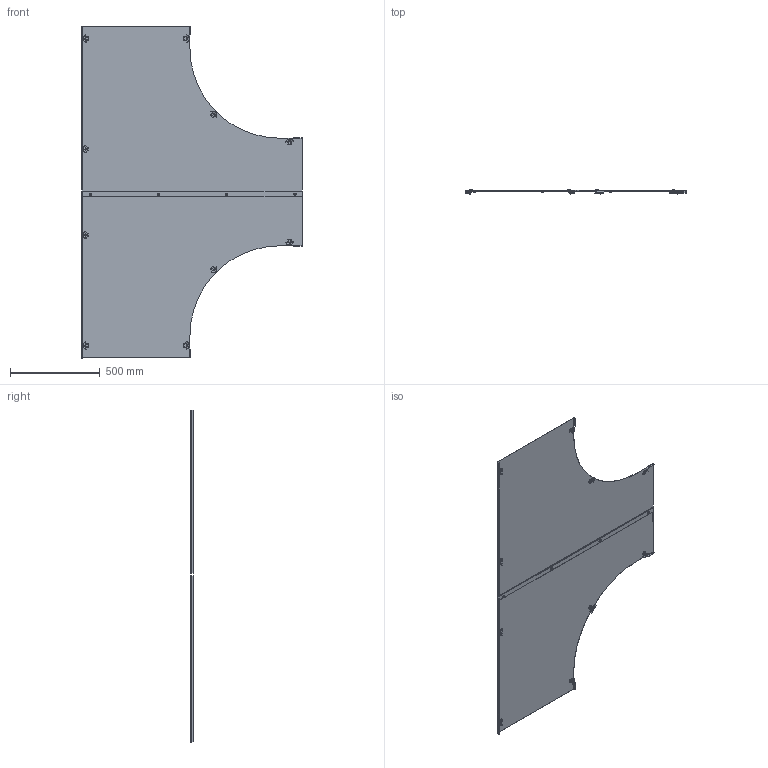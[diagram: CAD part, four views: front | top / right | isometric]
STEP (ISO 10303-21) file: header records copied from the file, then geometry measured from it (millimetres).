
FILE_DESCRIPTION (( 'STEP AP214' ), '1' );
FILE_NAME ('6239869.stp', '2021-01-04T09:04:02', ( '' ), ( '' ), 'SwSTEP 2.0', 'SolidWorks 2020', '' );
FILE_SCHEMA (( 'AUTOMOTIVE_DESIGN' ));
Length unit declared in the file: millimetre
Products named in the file (17): 120072_Standard; KTS 14.001-017_M8x25-; 109905_quadratisch; 6239869; 35015906_Standard; 099600_Standard; 165534_______ _____; 165534______ _____
Assembly tree (40 placements, depth 3):
  6239869
    165534______ _____
    165534_______ _____
    KTS 14.001-017_M8x25-  x4
    35015906_Standard  x4
    120072_Standard
      099600_Standard
      109905_quadratisch
    120072_Standard
      099600_Standard
      109905_quadratisch
    120072_Standard
      099600_Standard
      109905_quadratisch
    120072_Standard
      099600_Standard
      109905_quadratisch
    120072_Standard
      099600_Standard
      109905_quadratisch
    120072_Standard
      099600_Standard
      109905_quadratisch
    120072_Standard
      099600_Standard
      109905_quadratisch
    120072_Standard
      099600_Standard
      109905_quadratisch
    120072_Standard
      099600_Standard
      109905_quadratisch
    120072_Standard
      099600_Standard
      109905_quadratisch
Bounding box: 1227.5 x 21.56 x 1850 mm (x, y, z)
Volume: 2511902.2 mm3; surface area: 3352051.8 mm2
Topology: 30 solids, 30 shells, 1234 faces, 3086 edges, 1940 vertices
Faces by surface type: plane 496, bspline 340, cylinder 196, cone 154, torus 40, sphere 8
Entity records: 10805 total; most frequent: CARTESIAN_POINT 3716, ORIENTED_EDGE 1368, DIRECTION 1323, EDGE_CURVE 684, AXIS2_PLACEMENT_3D 466, VERTEX_POINT 422, VECTOR 391, LINE 391
